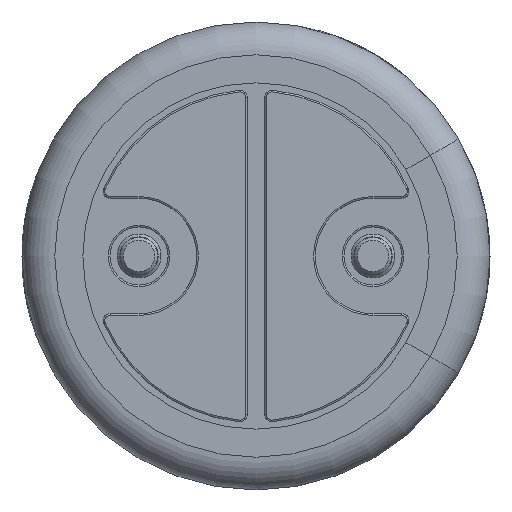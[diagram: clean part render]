
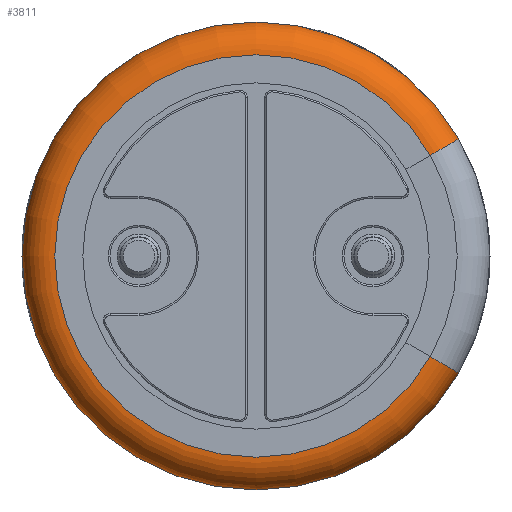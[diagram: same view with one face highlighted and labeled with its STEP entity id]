
A CAD part, front view. The second image highlights one B-rep face of the part: STEP entity #3811.
In plain terms, the highlighted toroidal (fillet/blend) face has major radius 2.15 mm and minor radius 0.35 mm.
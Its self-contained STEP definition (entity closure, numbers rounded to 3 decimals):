
#294=CIRCLE('',#4189,0.35);
#296=CIRCLE('',#4191,0.35);
#298=CIRCLE('',#4195,2.15);
#301=CIRCLE('',#4199,2.5);
#341=TOROIDAL_SURFACE('',#4198,2.15,0.35);
#492=FACE_OUTER_BOUND('',#686,.T.);
#686=EDGE_LOOP('',(#3359,#3360,#3361,#3362));
#1672=VERTEX_POINT('',#7785);
#1673=VERTEX_POINT('',#7787);
#1679=VERTEX_POINT('',#7833);
#1680=VERTEX_POINT('',#7835);
#2248=EDGE_CURVE('',#1672,#1679,#294,.T.);
#2250=EDGE_CURVE('',#1673,#1680,#296,.T.);
#2254=EDGE_CURVE('',#1679,#1680,#298,.T.);
#2257=EDGE_CURVE('',#1672,#1673,#301,.T.);
#3359=ORIENTED_EDGE('',*,*,#2248,.F.);
#3360=ORIENTED_EDGE('',*,*,#2257,.T.);
#3361=ORIENTED_EDGE('',*,*,#2250,.T.);
#3362=ORIENTED_EDGE('',*,*,#2254,.F.);
#3811=ADVANCED_FACE('',(#492),#341,.T.);
#4189=AXIS2_PLACEMENT_3D('',#7834,#5071,#5072);
#4191=AXIS2_PLACEMENT_3D('',#7837,#5075,#5076);
#4195=AXIS2_PLACEMENT_3D('',#7845,#5085,#5086);
#4198=AXIS2_PLACEMENT_3D('',#7849,#5091,#5092);
#4199=AXIS2_PLACEMENT_3D('',#7850,#5093,#5094);
#5071=DIRECTION('center_axis',(0.5,0.,-0.866));
#5072=DIRECTION('ref_axis',(0.,1.,0.));
#5075=DIRECTION('center_axis',(-0.5,0.,-0.866));
#5076=DIRECTION('ref_axis',(0.866,0.,-0.5));
#5085=DIRECTION('center_axis',(0.,-1.,0.));
#5086=DIRECTION('ref_axis',(1.,0.,0.));
#5091=DIRECTION('center_axis',(0.,-1.,0.));
#5092=DIRECTION('ref_axis',(-1.,0.,0.));
#5093=DIRECTION('center_axis',(0.,-1.,0.));
#5094=DIRECTION('ref_axis',(1.,0.,0.));
#7785=CARTESIAN_POINT('',(2.165,0.35,1.25));
#7787=CARTESIAN_POINT('',(2.165,0.35,-1.25));
#7833=CARTESIAN_POINT('',(1.862,0.,1.075));
#7834=CARTESIAN_POINT('Origin',(1.862,0.35,1.075));
#7835=CARTESIAN_POINT('',(1.862,0.,-1.075));
#7837=CARTESIAN_POINT('Origin',(1.862,0.35,-1.075));
#7845=CARTESIAN_POINT('Origin',(0.,0.,0.));
#7849=CARTESIAN_POINT('Origin',(0.,0.35,0.));
#7850=CARTESIAN_POINT('Origin',(0.,0.35,0.));
